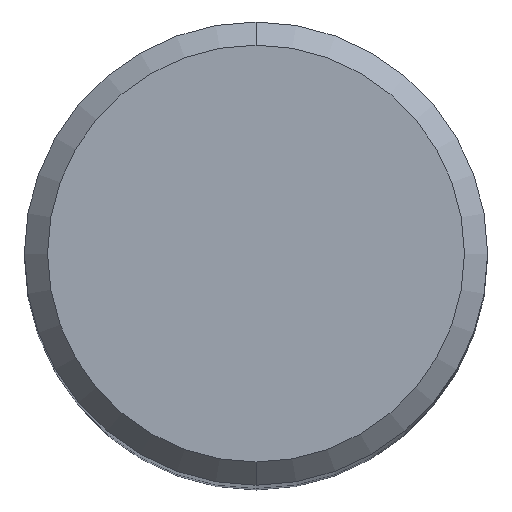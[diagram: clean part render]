
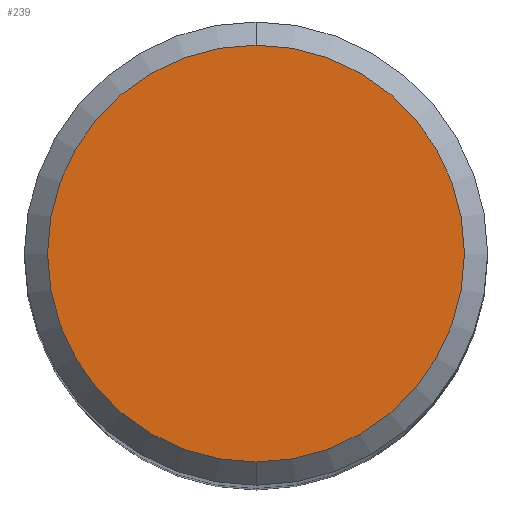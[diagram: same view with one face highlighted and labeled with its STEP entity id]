
A CAD part, top view. The second image highlights one B-rep face of the part: STEP entity #239.
In plain terms, the highlighted planar face has unit normal (0, 0, 1).
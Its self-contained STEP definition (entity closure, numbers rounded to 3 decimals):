
#239=ADVANCED_FACE('',(#552),#553,.T.);
#243=VERTEX_POINT('',#557);
#257=EDGE_CURVE('',#317,#243,#572,.T.);
#297=EDGE_CURVE('',#243,#317,#616,.T.);
#317=VERTEX_POINT('',#638);
#552=FACE_OUTER_BOUND('',#945,.T.);
#553=PLANE('',#946);
#557=CARTESIAN_POINT('',(0.,-5.4,0.0));
#572=CIRCLE('',#999,5.4);
#616=CIRCLE('',#1078,5.4);
#638=CARTESIAN_POINT('',(0.0,5.4,0.0));
#945=EDGE_LOOP('',(#1580,#1581));
#946=AXIS2_PLACEMENT_3D('',#1582,#1583,#1584);
#999=AXIS2_PLACEMENT_3D('',#1596,#1597,#1598);
#1078=AXIS2_PLACEMENT_3D('',#1651,#1652,#1653);
#1580=ORIENTED_EDGE('',*,*,#257,.F.);
#1581=ORIENTED_EDGE('',*,*,#297,.F.);
#1582=CARTESIAN_POINT('',(0.0,2.7,0.0));
#1583=DIRECTION('',(-0.0,0.0,1.0));
#1584=DIRECTION('',(0.0,-1.0,0.0));
#1596=CARTESIAN_POINT('',(0.0,0.0,0.0));
#1597=DIRECTION('',(0.0,0.0,-1.0));
#1598=DIRECTION('',(0.0,1.0,0.0));
#1651=CARTESIAN_POINT('',(0.0,0.0,0.0));
#1652=DIRECTION('',(0.0,0.0,-1.0));
#1653=DIRECTION('',(0.0,1.0,0.0));
